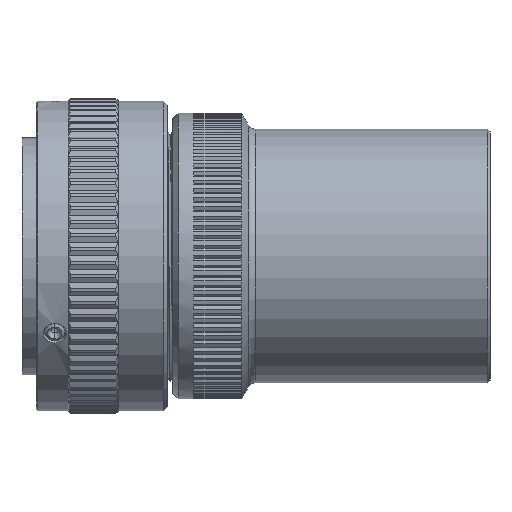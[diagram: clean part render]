
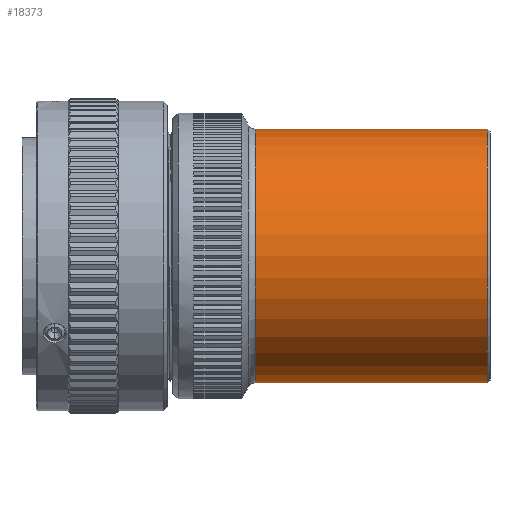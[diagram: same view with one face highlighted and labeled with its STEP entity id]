
A CAD part, top view. The second image highlights one B-rep face of the part: STEP entity #18373.
In plain terms, the highlighted cylindrical face has radius 24 mm (diameter 48 mm), a partial arc.
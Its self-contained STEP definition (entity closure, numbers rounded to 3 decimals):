
#46=CARTESIAN_POINT('',(59.5,0.,0.));
#47=DIRECTION('',(1.,0.,0.));
#48=DIRECTION('',(0.,1.,0.));
#49=AXIS2_PLACEMENT_3D('',#46,#47,#48);
#51=DIRECTION('',(-1.,0.,0.));
#52=VECTOR('',#51,43.902);
#53=CARTESIAN_POINT('',(59.5,24.,0.));
#54=LINE('1195',#53,#52);
#55=DIRECTION('',(-1.,0.,0.));
#56=VECTOR('',#55,43.902);
#57=CARTESIAN_POINT('',(59.5,-24.,0.));
#58=LINE('1197',#57,#56);
#79=CARTESIAN_POINT('',(15.598,0.,0.));
#80=DIRECTION('',(1.,0.,0.));
#81=DIRECTION('',(0.,1.,0.));
#82=AXIS2_PLACEMENT_3D('',#79,#80,#81);
#15328=CARTESIAN_POINT('',(59.5,24.,0.));
#15329=CARTESIAN_POINT('',(15.598,24.,0.));
#15330=VERTEX_POINT('',#15328);
#15331=VERTEX_POINT('',#15329);
#15336=CARTESIAN_POINT('',(59.5,-24.,0.));
#15337=CARTESIAN_POINT('',(15.598,-24.,0.));
#15338=VERTEX_POINT('',#15336);
#15339=VERTEX_POINT('',#15337);
#18359=CARTESIAN_POINT('',(-3.,0.,0.));
#18360=DIRECTION('',(1.,0.,0.));
#18361=DIRECTION('',(0.,-1.,0.));
#18362=AXIS2_PLACEMENT_3D('',#18359,#18360,#18361);
#18363=CYLINDRICAL_SURFACE('246',#18362,24.);
#18365=ORIENTED_EDGE('1195',*,*,#18364,.F.);
#18366=ORIENTED_EDGE('1245',*,*,#18347,.T.);
#18368=ORIENTED_EDGE('1197',*,*,#18367,.T.);
#18370=ORIENTED_EDGE('1238',*,*,#18369,.F.);
#18371=EDGE_LOOP('246',(#18365,#18366,#18368,#18370));
#18372=FACE_OUTER_BOUND('246',#18371,.F.);
#50=CIRCLE('1245',#49,24.);
#83=CIRCLE('1238',#82,24.);
#18347=EDGE_CURVE('1245',#15330,#15338,#50,.T.);
#18364=EDGE_CURVE('1195',#15330,#15331,#54,.T.);
#18367=EDGE_CURVE('1197',#15338,#15339,#58,.T.);
#18369=EDGE_CURVE('1238',#15331,#15339,#83,.T.);
#18373=ADVANCED_FACE('246',(#18372),#18363,.T.);
